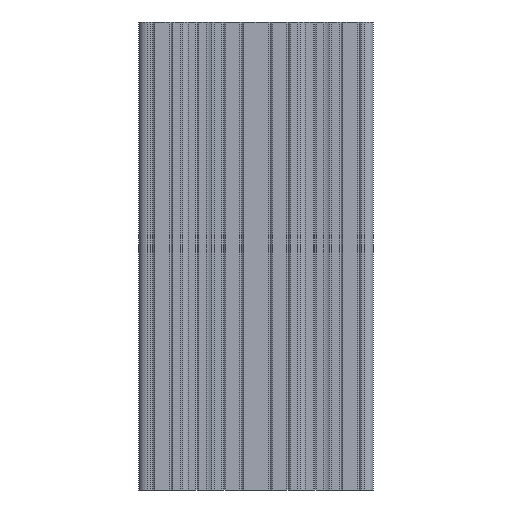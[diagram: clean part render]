
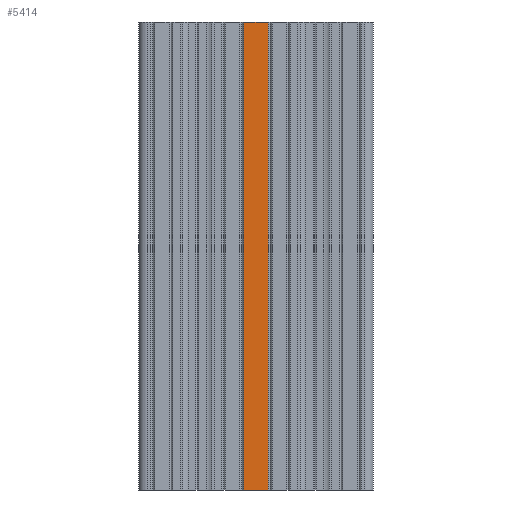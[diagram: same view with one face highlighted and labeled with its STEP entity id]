
A CAD part, front view. The second image highlights one B-rep face of the part: STEP entity #5414.
In plain terms, the highlighted planar face has unit normal (0, -1, 0).
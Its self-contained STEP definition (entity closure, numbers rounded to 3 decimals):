
#254=FACE_OUTER_BOUND('',#535,.T.);
#535=EDGE_LOOP('',(#4299,#4300,#4301,#4302));
#774=LINE('',#7735,#1426);
#1099=LINE('',#8576,#1751);
#1100=LINE('',#8579,#1752);
#1101=LINE('',#8580,#1753);
#1426=VECTOR('',#6138,10.);
#1751=VECTOR('',#6935,10.);
#1752=VECTOR('',#6938,10.);
#1753=VECTOR('',#6939,10.);
#2258=VERTEX_POINT('',#7732);
#2259=VERTEX_POINT('',#7734);
#2539=VERTEX_POINT('',#8574);
#2540=VERTEX_POINT('',#8578);
#2794=EDGE_CURVE('',#2258,#2259,#774,.T.);
#3215=EDGE_CURVE('',#2539,#2259,#1099,.T.);
#3216=EDGE_CURVE('',#2540,#2539,#1100,.T.);
#3217=EDGE_CURVE('',#2540,#2258,#1101,.T.);
#4299=ORIENTED_EDGE('',*,*,#3216,.T.);
#4300=ORIENTED_EDGE('',*,*,#3215,.T.);
#4301=ORIENTED_EDGE('',*,*,#2794,.F.);
#4302=ORIENTED_EDGE('',*,*,#3217,.F.);
#5172=PLANE('',#5822);
#5414=ADVANCED_FACE('',(#254),#5172,.T.);
#5822=AXIS2_PLACEMENT_3D('',#8577,#6936,#6937);
#6138=DIRECTION('',(1.,0.,0.));
#6935=DIRECTION('',(0.,0.,1.));
#6936=DIRECTION('center_axis',(0.,-1.,0.));
#6937=DIRECTION('ref_axis',(1.,0.,0.));
#6938=DIRECTION('',(1.,0.,0.));
#6939=DIRECTION('',(0.,0.,1.));
#7732=CARTESIAN_POINT('',(-2.629,-12.55,100.));
#7734=CARTESIAN_POINT('',(2.629,-12.55,100.));
#7735=CARTESIAN_POINT('',(-2.629,-12.55,100.));
#8574=CARTESIAN_POINT('',(2.629,-12.55,0.));
#8576=CARTESIAN_POINT('',(2.629,-12.55,0.));
#8577=CARTESIAN_POINT('Origin',(-2.629,-12.55,0.));
#8578=CARTESIAN_POINT('',(-2.629,-12.55,0.));
#8579=CARTESIAN_POINT('',(-2.629,-12.55,0.));
#8580=CARTESIAN_POINT('',(-2.629,-12.55,0.));
